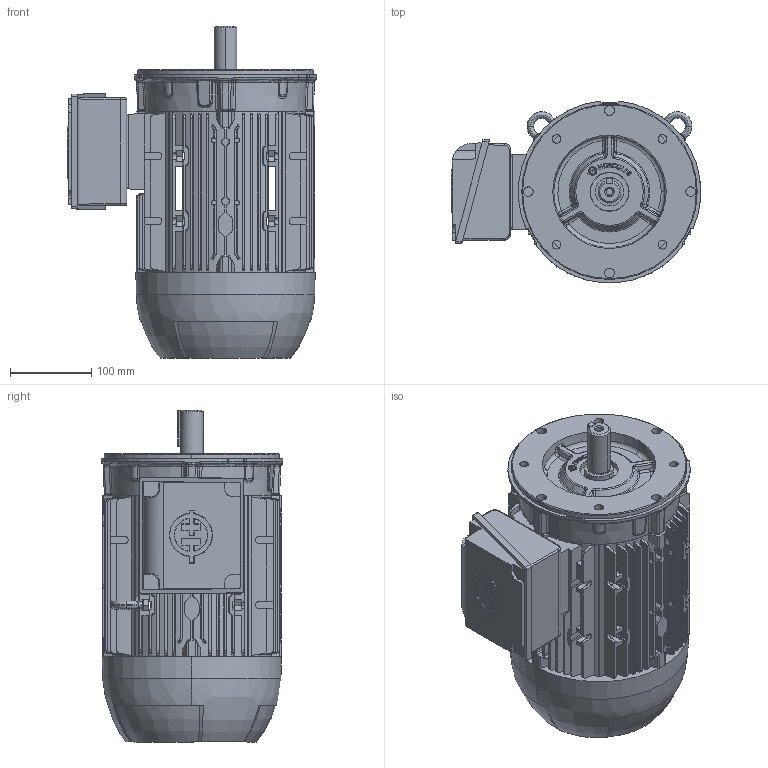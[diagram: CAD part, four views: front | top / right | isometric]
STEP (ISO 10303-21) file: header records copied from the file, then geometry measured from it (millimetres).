
FILE_DESCRIPTION (( 'STEP AP203' ), '1' );
FILE_NAME ('112S_SP_FC_RIGHT.STEP', '2022-06-28T18:44:23', ( '' ), ( '' ), 'SwSTEP 2.0', 'SolidWorks 2020', '' );
FILE_SCHEMA (( 'CONFIG_CONTROL_DESIGN' ));
Length unit declared in the file: millimetre
Products named in the file (1): 112S_SP_FC_RIGHT
Bounding box: 306.92 x 223.43 x 408.5 mm (x, y, z)
Surface area: 713169.1 mm2 (no closed solid volume)
Topology: 0 solids, 21 shells, 1875 faces, 5621 edges, 3723 vertices
Faces by surface type: plane 971, cylinder 377, bspline 217, cone 208, torus 98, sphere 4
Entity records: 72903 total; most frequent: CARTESIAN_POINT 27186, ORIENTED_EDGE 10121, DIRECTION 8222, EDGE_CURVE 5588, VERTEX_POINT 3723, VECTOR 2912, LINE 2912, AXIS2_PLACEMENT_3D 2655
